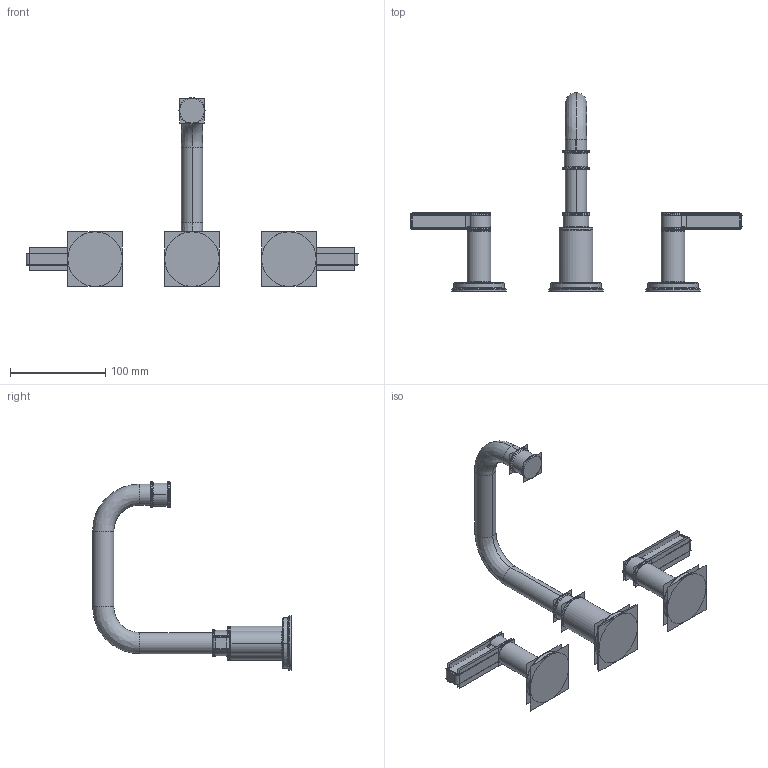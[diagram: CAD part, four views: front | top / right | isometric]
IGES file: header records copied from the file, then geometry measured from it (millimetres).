
Start section:  PTC IGES file: 3270_1_1_2_asm.igs
Global section: file name: 3270_1_1_2_asm.igs; native system: Creo Parametric by PTC Inc.; preprocessor: 2018400; author: jinson.thomas; organization: Unknown; date: 20201130.114222; units: inch
Bounding box: 347.98 x 208.22 x 197.9 mm (x, y, z)
Volume: 336550.2 mm3; surface area: 308868.5 mm2
Topology: 3 solids, 3 shells, 634 faces, 3420 edges, 4454 vertices
Faces by surface type: revolution 512, bspline 122
